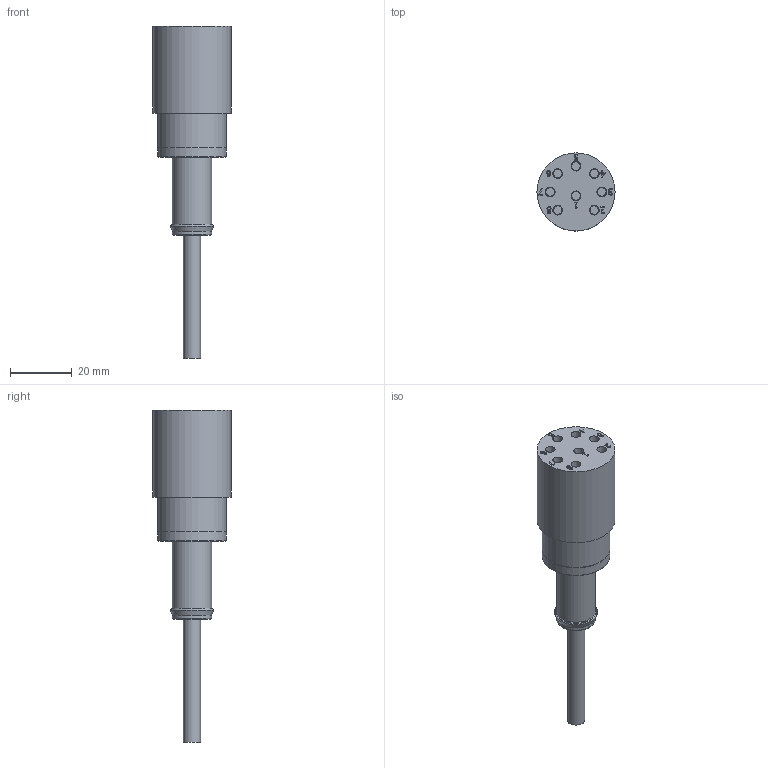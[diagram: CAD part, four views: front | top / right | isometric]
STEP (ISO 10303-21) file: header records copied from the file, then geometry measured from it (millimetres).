
FILE_DESCRIPTION(/* description */ ('STEP AP214'),/* implementation_level */ '2;1');
FILE_NAME(/* name */ 'DPBOF8F.stp',/* time_stamp */ '2021-01-13T08:26:42+01:00',/* author */ ('sh'),/* organization */ (''),/* preprocessor_version */ 'ST-DEVELOPER v17.2',/* originating_system */ 'Autodesk Inventor 2019',/* authorisation */ '');
FILE_SCHEMA (('AUTOMOTIVE_DESIGN { 1 0 10303 214 3 1 1 }'));
Length unit declared in the file: inch
Products named in the file (1): 01210710
Bounding box: 25.35 x 25.35 x 107.82 mm (x, y, z)
Volume: 22980.2 mm3; surface area: 7253.5 mm2
Topology: 1 solids, 1 shells, 234 faces, 661 edges, 455 vertices
Faces by surface type: plane 84, bspline 82, cylinder 38, torus 29, cone 1
Full cylindrical faces by diameter (mm): 3.175 x32, 5.588 x1, 12.7 x2, 22.149 x2, 25.349 x1
Entity records: 8262 total; most frequent: CARTESIAN_POINT 2417, ORIENTED_EDGE 1322, DIRECTION 1011, EDGE_CURVE 661, VERTEX_POINT 455, AXIS2_PLACEMENT_3D 361, LINE 289, VECTOR 289
